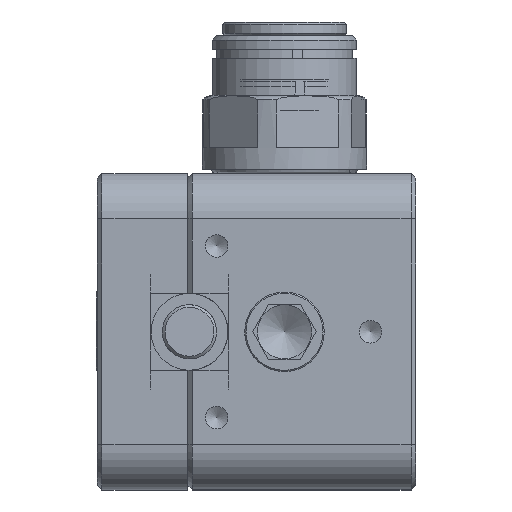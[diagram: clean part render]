
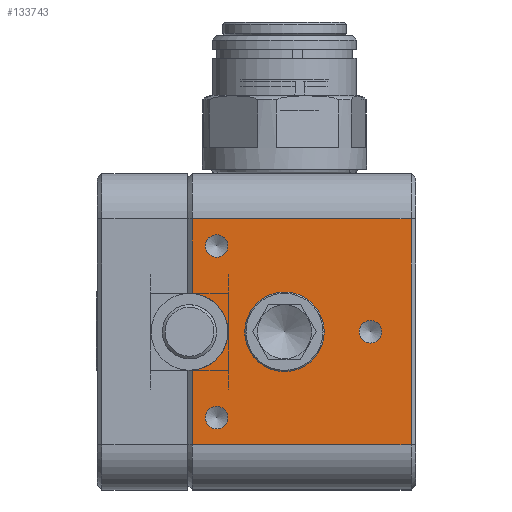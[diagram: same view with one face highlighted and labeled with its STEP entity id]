
A CAD part, left-side view. The second image highlights one B-rep face of the part: STEP entity #133743.
In plain terms, the highlighted planar face has unit normal (-1, 0, 0).
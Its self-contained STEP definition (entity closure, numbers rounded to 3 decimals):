
#911 = LINE ( 'NONE', #3706, #93904 ) ;
#1693 = CARTESIAN_POINT ( 'NONE',  ( -120.636, 451.728, 631.743 ) ) ;
#2454 = AXIS2_PLACEMENT_3D ( 'NONE', #105332, #57024, #93195 ) ;
#2760 = VERTEX_POINT ( 'NONE', #45598 ) ;
#3706 = CARTESIAN_POINT ( 'NONE',  ( -120.636, 451.728, 636.743 ) ) ;
#7625 = DIRECTION ( 'NONE',  ( 0., 0., 1. ) ) ;
#8256 = DIRECTION ( 'NONE',  ( -1., 0., 0. ) ) ;
#8295 = EDGE_LOOP ( 'NONE', ( #80588 ) ) ;
#8463 = CARTESIAN_POINT ( 'NONE',  ( -120.636, 475.928, 606.743 ) ) ;
#12384 = ORIENTED_EDGE ( 'NONE', *, *, #140384, .T. ) ;
#14083 = DIRECTION ( 'NONE',  ( 0., -1., 0. ) ) ;
#14102 = VERTEX_POINT ( 'NONE', #39811 ) ;
#18919 = VERTEX_POINT ( 'NONE', #60947 ) ;
#20367 = VERTEX_POINT ( 'NONE', #104574 ) ;
#20436 = DIRECTION ( 'NONE',  ( 0., 0., -1. ) ) ;
#20447 = EDGE_CURVE ( 'NONE', #20367, #20367, #28941, .T. ) ;
#21215 = AXIS2_PLACEMENT_3D ( 'NONE', #66720, #88774, #44607 ) ;
#23634 = LINE ( 'NONE', #110662, #125490 ) ;
#25477 = CARTESIAN_POINT ( 'NONE',  ( -120.636, 475.928, 606.743 ) ) ;
#25490 = FACE_OUTER_BOUND ( 'NONE', #134809, .T. ) ;
#28570 = CIRCLE ( 'NONE', #46745, 1.25 ) ;
#28941 = CIRCLE ( 'NONE', #47115, 4.4 ) ;
#30210 = VERTEX_POINT ( 'NONE', #115804 ) ;
#32424 = EDGE_CURVE ( 'NONE', #39704, #39704, #84625, .T. ) ;
#33157 = EDGE_CURVE ( 'NONE', #18919, #18919, #63967, .T. ) ;
#35961 = VECTOR ( 'NONE', #14083, 1000. ) ;
#39704 = VERTEX_POINT ( 'NONE', #74506 ) ;
#39811 = CARTESIAN_POINT ( 'NONE',  ( -120.636, 451.728, 606.743 ) ) ;
#40671 = ORIENTED_EDGE ( 'NONE', *, *, #98811, .T. ) ;
#43669 = AXIS2_PLACEMENT_3D ( 'NONE', #117488, #93943, #7625 ) ;
#44607 = DIRECTION ( 'NONE',  ( 0., 0., 1. ) ) ;
#45598 = CARTESIAN_POINT ( 'NONE',  ( -120.636, 475.928, 615.003 ) ) ;
#46173 = LINE ( 'NONE', #25477, #136031 ) ;
#46745 = AXIS2_PLACEMENT_3D ( 'NONE', #118125, #8256, #117422 ) ;
#46855 = FACE_BOUND ( 'NONE', #73645, .T. ) ;
#47115 = AXIS2_PLACEMENT_3D ( 'NONE', #60534, #49847, #104865 ) ;
#48238 = PLANE ( 'NONE',  #99466 ) ;
#49847 = DIRECTION ( 'NONE',  ( -1., 0., 0. ) ) ;
#51529 = EDGE_CURVE ( 'NONE', #96537, #14102, #133906, .T. ) ;
#52545 = EDGE_CURVE ( 'NONE', #2760, #96537, #46173, .T. ) ;
#54936 = DIRECTION ( 'NONE',  ( 0., 1., 0. ) ) ;
#56735 = DIRECTION ( 'NONE',  ( 0., 0., -1. ) ) ;
#56869 = CARTESIAN_POINT ( 'NONE',  ( -120.636, 476.428, 606.743 ) ) ;
#57024 = DIRECTION ( 'NONE',  ( -1., 0., 0. ) ) ;
#60534 = CARTESIAN_POINT ( 'NONE',  ( -120.636, 465.728, 619.243 ) ) ;
#60947 = CARTESIAN_POINT ( 'NONE',  ( -120.636, 473.228, 629.993 ) ) ;
#63408 = EDGE_CURVE ( 'NONE', #74185, #97442, #23634, .T. ) ;
#63967 = CIRCLE ( 'NONE', #2454, 1.25 ) ;
#65682 = EDGE_CURVE ( 'NONE', #14102, #74185, #911, .T. ) ;
#66137 = LINE ( 'NONE', #111041, #108235 ) ;
#66720 = CARTESIAN_POINT ( 'NONE',  ( -120.636, 476.228, 619.243 ) ) ;
#67977 = EDGE_LOOP ( 'NONE', ( #71680 ) ) ;
#68747 = ORIENTED_EDGE ( 'NONE', *, *, #69462, .F. ) ;
#69129 = ORIENTED_EDGE ( 'NONE', *, *, #65682, .T. ) ;
#69462 = EDGE_CURVE ( 'NONE', #30210, #30210, #28570, .T. ) ;
#69541 = ORIENTED_EDGE ( 'NONE', *, *, #32424, .F. ) ;
#70377 = DIRECTION ( 'NONE',  ( 1., 0., 0. ) ) ;
#71175 = CARTESIAN_POINT ( 'NONE',  ( -120.636, 475.928, 631.743 ) ) ;
#71680 = ORIENTED_EDGE ( 'NONE', *, *, #20447, .F. ) ;
#73612 = ORIENTED_EDGE ( 'NONE', *, *, #52545, .T. ) ;
#73645 = EDGE_LOOP ( 'NONE', ( #69541 ) ) ;
#74185 = VERTEX_POINT ( 'NONE', #1693 ) ;
#74330 = EDGE_LOOP ( 'NONE', ( #68747 ) ) ;
#74506 = CARTESIAN_POINT ( 'NONE',  ( -120.636, 456.228, 620.493 ) ) ;
#80588 = ORIENTED_EDGE ( 'NONE', *, *, #33157, .F. ) ;
#81055 = FACE_BOUND ( 'NONE', #74330, .T. ) ;
#82655 = CIRCLE ( 'NONE', #21215, 4.25 ) ;
#82981 = CARTESIAN_POINT ( 'NONE',  ( -120.636, 475.928, 623.482 ) ) ;
#84625 = CIRCLE ( 'NONE', #43669, 1.25 ) ;
#88774 = DIRECTION ( 'NONE',  ( 1., 0., 0. ) ) ;
#91407 = DIRECTION ( 'NONE',  ( 0., 0., 1. ) ) ;
#91775 = CARTESIAN_POINT ( 'NONE',  ( -120.636, 476.428, 636.743 ) ) ;
#93195 = DIRECTION ( 'NONE',  ( 0., 0., 1. ) ) ;
#93904 = VECTOR ( 'NONE', #91407, 1000. ) ;
#93943 = DIRECTION ( 'NONE',  ( -1., 0., 0. ) ) ;
#95918 = ORIENTED_EDGE ( 'NONE', *, *, #63408, .T. ) ;
#96537 = VERTEX_POINT ( 'NONE', #8463 ) ;
#97442 = VERTEX_POINT ( 'NONE', #71175 ) ;
#98811 = EDGE_CURVE ( 'NONE', #133234, #2760, #82655, .T. ) ;
#99466 = AXIS2_PLACEMENT_3D ( 'NONE', #91775, #70377, #20436 ) ;
#101186 = ORIENTED_EDGE ( 'NONE', *, *, #51529, .T. ) ;
#104574 = CARTESIAN_POINT ( 'NONE',  ( -120.636, 465.728, 623.643 ) ) ;
#104636 = FACE_BOUND ( 'NONE', #8295, .T. ) ;
#104865 = DIRECTION ( 'NONE',  ( 0., 0., 1. ) ) ;
#105332 = CARTESIAN_POINT ( 'NONE',  ( -120.636, 473.228, 628.743 ) ) ;
#108235 = VECTOR ( 'NONE', #56735, 1000. ) ;
#110662 = CARTESIAN_POINT ( 'NONE',  ( -120.636, 476.428, 631.743 ) ) ;
#111041 = CARTESIAN_POINT ( 'NONE',  ( -120.636, 475.928, 623.493 ) ) ;
#115804 = CARTESIAN_POINT ( 'NONE',  ( -120.636, 473.228, 610.993 ) ) ;
#117422 = DIRECTION ( 'NONE',  ( 0., 0., 1. ) ) ;
#117488 = CARTESIAN_POINT ( 'NONE',  ( -120.636, 456.228, 619.243 ) ) ;
#118125 = CARTESIAN_POINT ( 'NONE',  ( -120.636, 473.228, 609.743 ) ) ;
#124593 = FACE_BOUND ( 'NONE', #67977, .T. ) ;
#125490 = VECTOR ( 'NONE', #54936, 1000. ) ;
#133146 = DIRECTION ( 'NONE',  ( 0., 0., -1. ) ) ;
#133234 = VERTEX_POINT ( 'NONE', #82981 ) ;
#133743 = ADVANCED_FACE ( 'NONE', ( #124593, #104636, #81055, #46855, #25490 ), #48238, .F. ) ;
#133906 = LINE ( 'NONE', #56869, #35961 ) ;
#134809 = EDGE_LOOP ( 'NONE', ( #101186, #69129, #95918, #12384, #40671, #73612 ) ) ;
#136031 = VECTOR ( 'NONE', #133146, 1000. ) ;
#140384 = EDGE_CURVE ( 'NONE', #97442, #133234, #66137, .T. ) ;
